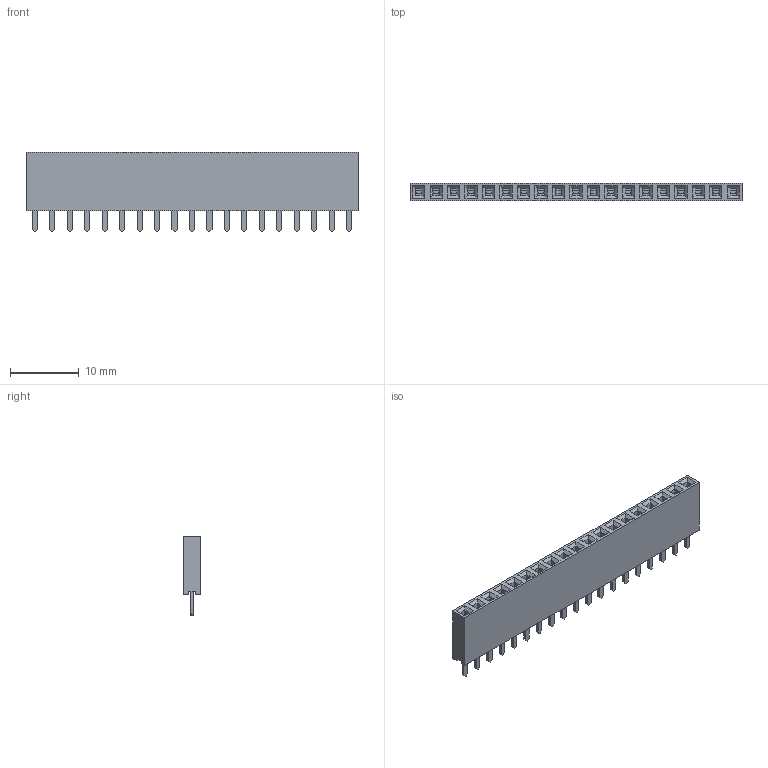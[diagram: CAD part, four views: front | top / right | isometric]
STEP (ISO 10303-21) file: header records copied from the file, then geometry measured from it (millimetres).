
FILE_DESCRIPTION(/* description */ (''),/* implementation_level */ '2;1');
FILE_NAME(/* name */ 'PBS_19x1_Yellow.step',/* time_stamp */ '2020-05-15T19:02:59+03:00',/* author */ ('vlad.lapshuda'),/* organization */ (''),/* preprocessor_version */ 'ST-DEVELOPER v17.2',/* originating_system */ 'Autodesk Translation Framework v7.6.0.251',/* authorisation */ '');
FILE_SCHEMA (('AUTOMOTIVE_DESIGN { 1 0 10303 214 3 1 1 }'));
Length unit declared in the file: millimetre
Products named in the file (2): PBS_19x1; PBS_Contacts
Assembly tree (1 placements, depth 2):
  PBS_19x1
    PBS_Contacts
Bounding box: 48.26 x 2.5 x 11.6 mm (x, y, z)
Volume: 863.5 mm3; surface area: 1905.7 mm2
Topology: 20 solids, 20 shells, 333 faces, 746 edges, 472 vertices
Faces by surface type: plane 333
Entity records: 9000 total; most frequent: CARTESIAN_POINT 1554, ORIENTED_EDGE 1492, DIRECTION 1418, LINE 746, VECTOR 746, EDGE_CURVE 746, VERTEX_POINT 472, EDGE_LOOP 352
